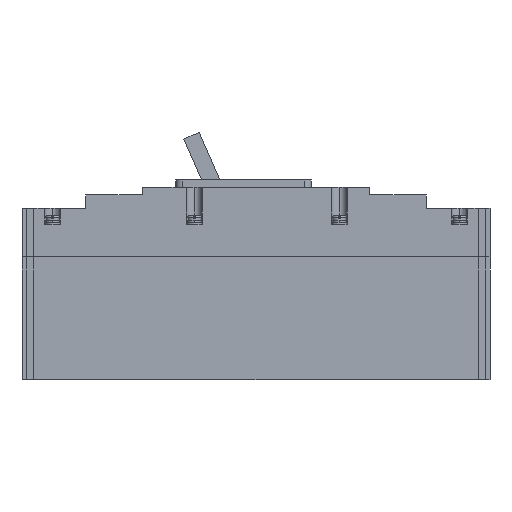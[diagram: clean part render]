
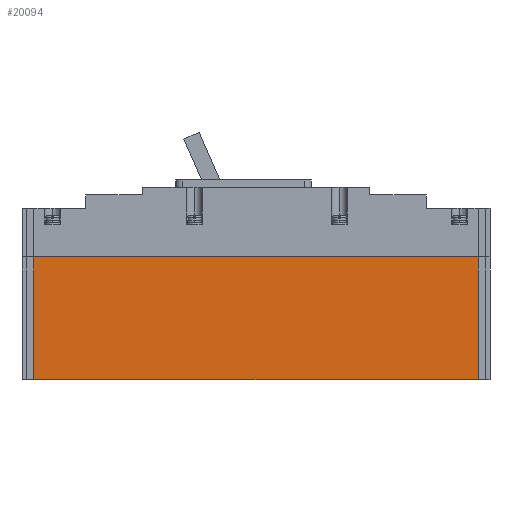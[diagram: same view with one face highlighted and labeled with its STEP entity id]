
A CAD part, left-side view. The second image highlights one B-rep face of the part: STEP entity #20094.
In plain terms, the highlighted planar face has unit normal (-1, 0, 0).
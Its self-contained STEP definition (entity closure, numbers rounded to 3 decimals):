
#120 = ORIENTED_EDGE ( 'NONE', *, *, #9875, .F. ) ;
#418 = CARTESIAN_POINT ( 'NONE',  ( -104.5, -133., 15.95 ) ) ;
#840 = DIRECTION ( 'NONE',  ( 0., 0., 1. ) ) ;
#1461 = LINE ( 'NONE', #6751, #11057 ) ;
#1593 = LINE ( 'NONE', #13973, #17726 ) ;
#2219 = CARTESIAN_POINT ( 'NONE',  ( -104.5, 133., -57.5 ) ) ;
#2497 = VERTEX_POINT ( 'NONE', #11580 ) ;
#2579 = FACE_OUTER_BOUND ( 'NONE', #10530, .T. ) ;
#3844 = CARTESIAN_POINT ( 'NONE',  ( -104.5, 133., -57.5 ) ) ;
#4211 = EDGE_CURVE ( 'NONE', #7003, #2497, #1593, .T. ) ;
#4725 = CARTESIAN_POINT ( 'NONE',  ( -104.5, -133., -57.5 ) ) ;
#5678 = LINE ( 'NONE', #2219, #12988 ) ;
#6035 = DIRECTION ( 'NONE',  ( 1., 0., 0. ) ) ;
#6751 = CARTESIAN_POINT ( 'NONE',  ( -104.5, 140., -57.5 ) ) ;
#7003 = VERTEX_POINT ( 'NONE', #418 ) ;
#7359 = VERTEX_POINT ( 'NONE', #10490 ) ;
#7522 = CARTESIAN_POINT ( 'NONE',  ( -104.5, 140., 57.5 ) ) ;
#8505 = EDGE_CURVE ( 'NONE', #21020, #7359, #1461, .T. ) ;
#8674 = EDGE_CURVE ( 'NONE', #7359, #7003, #13458, .T. ) ;
#9875 = EDGE_CURVE ( 'NONE', #21020, #2497, #5678, .T. ) ;
#10490 = CARTESIAN_POINT ( 'NONE',  ( -104.5, -133., -57.5 ) ) ;
#10530 = EDGE_LOOP ( 'NONE', ( #21618, #11277, #120, #15430 ) ) ;
#10599 = DIRECTION ( 'NONE',  ( 0., -1., 0. ) ) ;
#11057 = VECTOR ( 'NONE', #10599, 1000. ) ;
#11277 = ORIENTED_EDGE ( 'NONE', *, *, #4211, .T. ) ;
#11580 = CARTESIAN_POINT ( 'NONE',  ( -104.5, 133., 15.95 ) ) ;
#12988 = VECTOR ( 'NONE', #840, 1000. ) ;
#13458 = LINE ( 'NONE', #4725, #19743 ) ;
#13801 = DIRECTION ( 'NONE',  ( 0., 0., 1. ) ) ;
#13973 = CARTESIAN_POINT ( 'NONE',  ( -104.5, 140., 15.95 ) ) ;
#14527 = PLANE ( 'NONE',  #15206 ) ;
#15206 = AXIS2_PLACEMENT_3D ( 'NONE', #7522, #6035, #16130 ) ;
#15430 = ORIENTED_EDGE ( 'NONE', *, *, #8505, .T. ) ;
#16130 = DIRECTION ( 'NONE',  ( 0., 0., -1. ) ) ;
#17726 = VECTOR ( 'NONE', #20984, 1000. ) ;
#19743 = VECTOR ( 'NONE', #13801, 1000. ) ;
#20094 = ADVANCED_FACE ( 'NONE', ( #2579 ), #14527, .F. ) ;
#20984 = DIRECTION ( 'NONE',  ( 0., 1., 0. ) ) ;
#21020 = VERTEX_POINT ( 'NONE', #3844 ) ;
#21618 = ORIENTED_EDGE ( 'NONE', *, *, #8674, .T. ) ;
